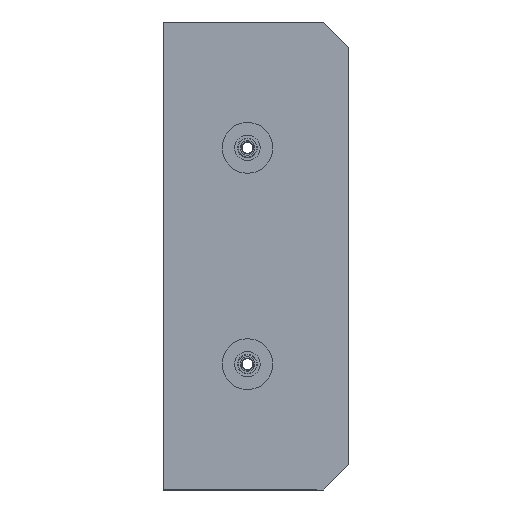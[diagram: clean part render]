
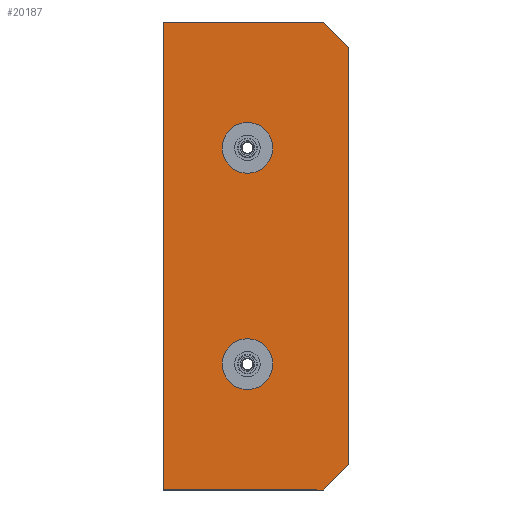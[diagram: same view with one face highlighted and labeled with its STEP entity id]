
A CAD part, left-side view. The second image highlights one B-rep face of the part: STEP entity #20187.
In plain terms, the highlighted planar face has unit normal (-1, 0, 0).
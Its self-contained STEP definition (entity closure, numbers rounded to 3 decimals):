
#194 = CARTESIAN_POINT ( 'NONE',  ( -128.5, 0., 32.9 ) ) ;
#309 = DIRECTION ( 'NONE',  ( 0., 0., 1. ) ) ;
#914 = VERTEX_POINT ( 'NONE', #25049 ) ;
#942 = VERTEX_POINT ( 'NONE', #25394 ) ;
#977 = CARTESIAN_POINT ( 'NONE',  ( -128.5, 0., 32.9 ) ) ;
#1422 = VECTOR ( 'NONE', #10204, 1000. ) ;
#1494 = VERTEX_POINT ( 'NONE', #23097 ) ;
#1844 = VECTOR ( 'NONE', #5039, 1000. ) ;
#2115 = VERTEX_POINT ( 'NONE', #10221 ) ;
#2723 = ORIENTED_EDGE ( 'NONE', *, *, #24711, .F. ) ;
#2931 = CARTESIAN_POINT ( 'NONE',  ( -128.5, 29.3, -36.9 ) ) ;
#2932 = DIRECTION ( 'NONE',  ( 0., 0., 1. ) ) ;
#3467 = EDGE_CURVE ( 'NONE', #1494, #7947, #12119, .T. ) ;
#3533 = VECTOR ( 'NONE', #8755, 1000. ) ;
#3766 = EDGE_LOOP ( 'NONE', ( #25103, #14841 ) ) ;
#3954 = ORIENTED_EDGE ( 'NONE', *, *, #20528, .F. ) ;
#4085 = EDGE_LOOP ( 'NONE', ( #5495, #17210, #23555, #15717, #3954, #20243 ) ) ;
#4874 = EDGE_CURVE ( 'NONE', #7947, #17901, #9264, .T. ) ;
#5039 = DIRECTION ( 'NONE',  ( 0., 0., -1. ) ) ;
#5267 = PLANE ( 'NONE',  #20280 ) ;
#5495 = ORIENTED_EDGE ( 'NONE', *, *, #3467, .F. ) ;
#5522 = CARTESIAN_POINT ( 'NONE',  ( -128.5, 17.3, -23.114 ) ) ;
#6060 = CARTESIAN_POINT ( 'NONE',  ( -128.5, 16., -17.05 ) ) ;
#7195 = EDGE_CURVE ( 'NONE', #914, #10277, #14035, .T. ) ;
#7197 = CIRCLE ( 'NONE', #22881, 4. ) ;
#7201 = AXIS2_PLACEMENT_3D ( 'NONE', #6060, #22074, #8161 ) ;
#7208 = DIRECTION ( 'NONE',  ( 0., 0., -1. ) ) ;
#7758 = CARTESIAN_POINT ( 'NONE',  ( -128.5, 16., 17.05 ) ) ;
#7947 = VERTEX_POINT ( 'NONE', #194 ) ;
#8161 = DIRECTION ( 'NONE',  ( 0., 0., 1. ) ) ;
#8755 = DIRECTION ( 'NONE',  ( 0., 0.707, -0.707 ) ) ;
#8895 = LINE ( 'NONE', #24855, #3533 ) ;
#9214 = CARTESIAN_POINT ( 'NONE',  ( -128.5, 16., -17.05 ) ) ;
#9232 = VECTOR ( 'NONE', #19259, 1000. ) ;
#9264 = LINE ( 'NONE', #977, #1844 ) ;
#9272 = CARTESIAN_POINT ( 'NONE',  ( -128.5, 29.3, 29.9 ) ) ;
#9275 = EDGE_CURVE ( 'NONE', #19303, #2115, #19032, .T. ) ;
#10204 = DIRECTION ( 'NONE',  ( 0., -1., 0. ) ) ;
#10215 = AXIS2_PLACEMENT_3D ( 'NONE', #7758, #13959, #15739 ) ;
#10221 = CARTESIAN_POINT ( 'NONE',  ( -128.5, 29.3, 36.9 ) ) ;
#10277 = VERTEX_POINT ( 'NONE', #24621 ) ;
#10351 = CARTESIAN_POINT ( 'NONE',  ( -128.5, 16., 17.05 ) ) ;
#10621 = DIRECTION ( 'NONE',  ( -1., 0., 0. ) ) ;
#11107 = CARTESIAN_POINT ( 'NONE',  ( -128.5, 0., -32.9 ) ) ;
#12119 = LINE ( 'NONE', #23607, #12418 ) ;
#12418 = VECTOR ( 'NONE', #25644, 1000. ) ;
#13232 = EDGE_LOOP ( 'NONE', ( #24928, #2723 ) ) ;
#13408 = EDGE_CURVE ( 'NONE', #16653, #19762, #21266, .T. ) ;
#13892 = AXIS2_PLACEMENT_3D ( 'NONE', #9214, #10621, #22859 ) ;
#13959 = DIRECTION ( 'NONE',  ( -1., 0., 0. ) ) ;
#14035 = CIRCLE ( 'NONE', #7201, 4. ) ;
#14841 = ORIENTED_EDGE ( 'NONE', *, *, #13408, .F. ) ;
#15717 = ORIENTED_EDGE ( 'NONE', *, *, #20060, .F. ) ;
#15739 = DIRECTION ( 'NONE',  ( 0., 0., 1. ) ) ;
#16653 = VERTEX_POINT ( 'NONE', #20034 ) ;
#17056 = CARTESIAN_POINT ( 'NONE',  ( -128.5, 4., -36.9 ) ) ;
#17210 = ORIENTED_EDGE ( 'NONE', *, *, #25928, .F. ) ;
#17901 = VERTEX_POINT ( 'NONE', #11107 ) ;
#18379 = CARTESIAN_POINT ( 'NONE',  ( -128.5, 16., 21.05 ) ) ;
#18417 = LINE ( 'NONE', #17056, #9232 ) ;
#18470 = CIRCLE ( 'NONE', #13892, 4. ) ;
#19032 = LINE ( 'NONE', #9272, #21238 ) ;
#19259 = DIRECTION ( 'NONE',  ( 0., 1., 0. ) ) ;
#19303 = VERTEX_POINT ( 'NONE', #2931 ) ;
#19762 = VERTEX_POINT ( 'NONE', #18379 ) ;
#19894 = FACE_OUTER_BOUND ( 'NONE', #4085, .T. ) ;
#20034 = CARTESIAN_POINT ( 'NONE',  ( -128.5, 16., 13.05 ) ) ;
#20060 = EDGE_CURVE ( 'NONE', #942, #19303, #18417, .T. ) ;
#20187 = ADVANCED_FACE ( 'NONE', ( #23074, #24302, #19894 ), #5267, .F. ) ;
#20243 = ORIENTED_EDGE ( 'NONE', *, *, #4874, .F. ) ;
#20280 = AXIS2_PLACEMENT_3D ( 'NONE', #5522, #23627, #7208 ) ;
#20528 = EDGE_CURVE ( 'NONE', #17901, #942, #8895, .T. ) ;
#21238 = VECTOR ( 'NONE', #2932, 1000. ) ;
#21266 = CIRCLE ( 'NONE', #10215, 4. ) ;
#21584 = LINE ( 'NONE', #22268, #1422 ) ;
#22074 = DIRECTION ( 'NONE',  ( -1., 0., 0. ) ) ;
#22156 = DIRECTION ( 'NONE',  ( -1., 0., 0. ) ) ;
#22268 = CARTESIAN_POINT ( 'NONE',  ( -128.5, 4., 36.9 ) ) ;
#22859 = DIRECTION ( 'NONE',  ( 0., 0., 1. ) ) ;
#22881 = AXIS2_PLACEMENT_3D ( 'NONE', #10351, #22156, #309 ) ;
#23074 = FACE_BOUND ( 'NONE', #13232, .T. ) ;
#23097 = CARTESIAN_POINT ( 'NONE',  ( -128.5, 4., 36.9 ) ) ;
#23555 = ORIENTED_EDGE ( 'NONE', *, *, #9275, .F. ) ;
#23607 = CARTESIAN_POINT ( 'NONE',  ( -128.5, 4., 36.9 ) ) ;
#23627 = DIRECTION ( 'NONE',  ( 1., 0., 0. ) ) ;
#23727 = EDGE_CURVE ( 'NONE', #19762, #16653, #7197, .T. ) ;
#24302 = FACE_BOUND ( 'NONE', #3766, .T. ) ;
#24621 = CARTESIAN_POINT ( 'NONE',  ( -128.5, 16., -21.05 ) ) ;
#24711 = EDGE_CURVE ( 'NONE', #10277, #914, #18470, .T. ) ;
#24855 = CARTESIAN_POINT ( 'NONE',  ( -128.5, 0., -32.9 ) ) ;
#24928 = ORIENTED_EDGE ( 'NONE', *, *, #7195, .F. ) ;
#25049 = CARTESIAN_POINT ( 'NONE',  ( -128.5, 16., -13.05 ) ) ;
#25103 = ORIENTED_EDGE ( 'NONE', *, *, #23727, .F. ) ;
#25394 = CARTESIAN_POINT ( 'NONE',  ( -128.5, 4., -36.9 ) ) ;
#25644 = DIRECTION ( 'NONE',  ( 0., -0.707, -0.707 ) ) ;
#25928 = EDGE_CURVE ( 'NONE', #2115, #1494, #21584, .T. ) ;
